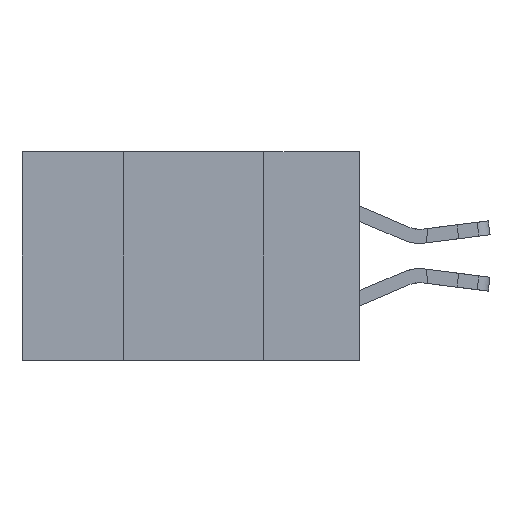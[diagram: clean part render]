
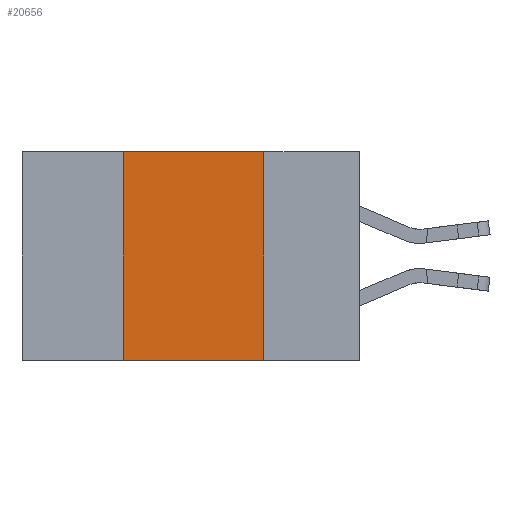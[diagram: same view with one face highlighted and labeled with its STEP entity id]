
A CAD part, left-side view. The second image highlights one B-rep face of the part: STEP entity #20656.
In plain terms, the highlighted planar face has unit normal (-1, 0, 0).
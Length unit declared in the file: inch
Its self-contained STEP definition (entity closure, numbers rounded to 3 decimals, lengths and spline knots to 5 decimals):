
#921 = DIRECTION ( 'NONE',  ( 0., 0., 1. ) ) ;
#1139 = CARTESIAN_POINT ( 'NONE',  ( 0., 0.17, 0. ) ) ;
#2130 = CARTESIAN_POINT ( 'NONE',  ( 0., 0.17, 0. ) ) ;
#2873 = DIRECTION ( 'NONE',  ( 1., 0., 0. ) ) ;
#3878 = LINE ( 'NONE', #11787, #13693 ) ;
#4756 = VERTEX_POINT ( 'NONE', #2130 ) ;
#5561 = EDGE_CURVE ( 'NONE', #4756, #7252, #23428, .T. ) ;
#5596 = LINE ( 'NONE', #13648, #6505 ) ;
#5647 = EDGE_LOOP ( 'NONE', ( #12501, #12985, #23087, #23542 ) ) ;
#5732 = DIRECTION ( 'NONE',  ( 0., -1., 0. ) ) ;
#6505 = VECTOR ( 'NONE', #5732, 39.37008 ) ;
#7204 = DIRECTION ( 'NONE',  ( 0., 0., -1. ) ) ;
#7252 = VERTEX_POINT ( 'NONE', #14624 ) ;
#8140 = EDGE_CURVE ( 'NONE', #15041, #4756, #5596, .T. ) ;
#8927 = FACE_OUTER_BOUND ( 'NONE', #5647, .T. ) ;
#9348 = LINE ( 'NONE', #10953, #22644 ) ;
#10116 = CARTESIAN_POINT ( 'NONE',  ( 0., 0.42, -0.37 ) ) ;
#10953 = CARTESIAN_POINT ( 'NONE',  ( 0., 0.42, 0. ) ) ;
#11061 = AXIS2_PLACEMENT_3D ( 'NONE', #23029, #2873, #16994 ) ;
#11787 = CARTESIAN_POINT ( 'NONE',  ( 0., 0.6, -0.37 ) ) ;
#12501 = ORIENTED_EDGE ( 'NONE', *, *, #5561, .F. ) ;
#12985 = ORIENTED_EDGE ( 'NONE', *, *, #8140, .F. ) ;
#13163 = VECTOR ( 'NONE', #7204, 39.37008 ) ;
#13648 = CARTESIAN_POINT ( 'NONE',  ( 0., 0.6, 0. ) ) ;
#13693 = VECTOR ( 'NONE', #16275, 39.37008 ) ;
#14624 = CARTESIAN_POINT ( 'NONE',  ( 0., 0.17, -0.37 ) ) ;
#15041 = VERTEX_POINT ( 'NONE', #17065 ) ;
#16260 = PLANE ( 'NONE',  #11061 ) ;
#16275 = DIRECTION ( 'NONE',  ( 0., -1., 0. ) ) ;
#16744 = EDGE_CURVE ( 'NONE', #24243, #15041, #9348, .T. ) ;
#16994 = DIRECTION ( 'NONE',  ( 0., 0., -1. ) ) ;
#17065 = CARTESIAN_POINT ( 'NONE',  ( 0., 0.42, 0. ) ) ;
#20656 = ADVANCED_FACE ( 'NONE', ( #8927 ), #16260, .F. ) ;
#22644 = VECTOR ( 'NONE', #921, 39.37008 ) ;
#23029 = CARTESIAN_POINT ( 'NONE',  ( 0., 0.6, 0. ) ) ;
#23087 = ORIENTED_EDGE ( 'NONE', *, *, #16744, .F. ) ;
#23254 = EDGE_CURVE ( 'NONE', #24243, #7252, #3878, .T. ) ;
#23428 = LINE ( 'NONE', #1139, #13163 ) ;
#23542 = ORIENTED_EDGE ( 'NONE', *, *, #23254, .T. ) ;
#24243 = VERTEX_POINT ( 'NONE', #10116 ) ;
